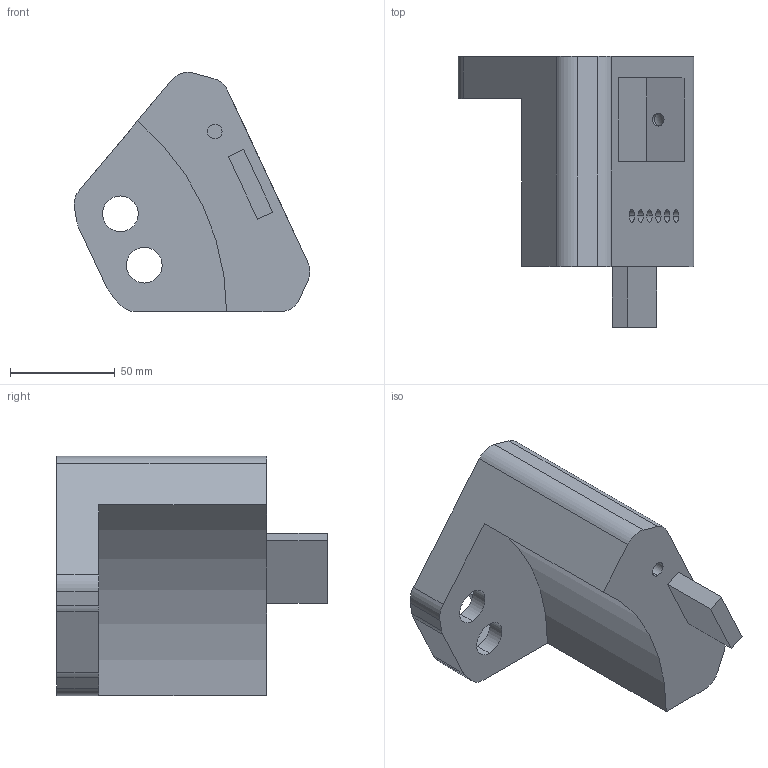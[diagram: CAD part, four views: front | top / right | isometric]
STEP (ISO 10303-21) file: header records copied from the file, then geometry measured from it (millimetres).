
FILE_DESCRIPTION (( 'STEP AP203' ), '1' );
FILE_NAME ('cima.STEP', '2025-12-18T23:35:11', ( '' ), ( '' ), 'SwSTEP 2.0', 'SolidWorks 2022', '' );
FILE_SCHEMA (( 'CONFIG_CONTROL_DESIGN' ));
Length unit declared in the file: millimetre
Products named in the file (1): cima
Bounding box: 112.27 x 129 x 114 mm (x, y, z)
Volume: 442040.7 mm3; surface area: 64631.5 mm2
Topology: 1 solids, 1 shells, 96 faces, 274 edges, 181 vertices
Faces by surface type: cylinder 52, plane 29, torus 15
Entity records: 3361 total; most frequent: CARTESIAN_POINT 628, DIRECTION 598, ORIENTED_EDGE 544, EDGE_CURVE 272, AXIS2_PLACEMENT_3D 241, VERTEX_POINT 181, CIRCLE 144, EDGE_LOOP 121
